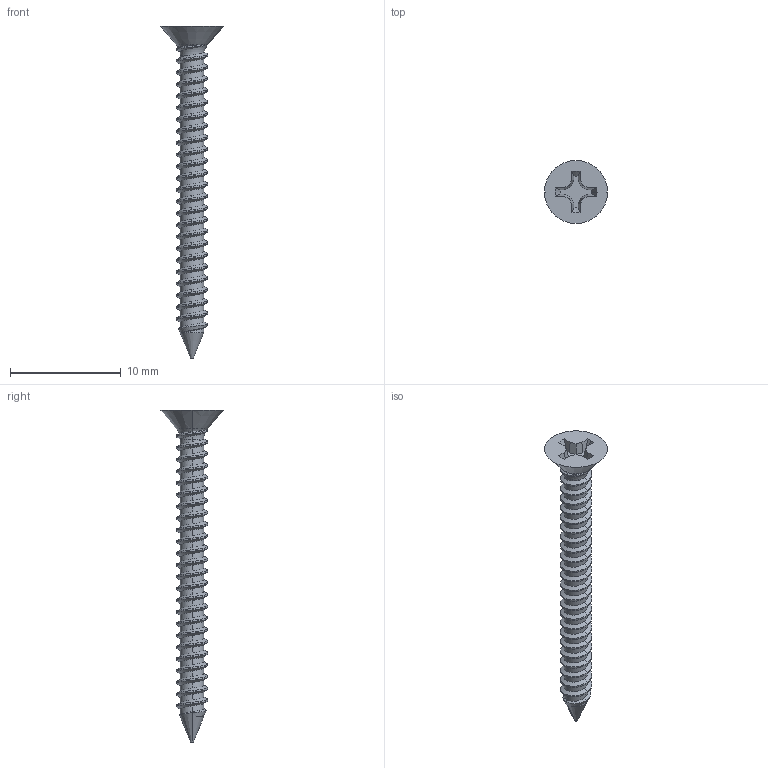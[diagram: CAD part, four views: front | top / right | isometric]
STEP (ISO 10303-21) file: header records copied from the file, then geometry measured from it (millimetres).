
FILE_DESCRIPTION (( 'STEP AP214' ), '1' );
FILE_NAME ('Screw M3 x 30 for Wood.STEP', '2025-03-04T10:12:29', ( '' ), ( '' ), 'SwSTEP 2.0', 'SolidWorks 2024', '' );
FILE_SCHEMA (( 'AUTOMOTIVE_DESIGN' ));
Length unit declared in the file: millimetre
Products named in the file (1): Screw M3 x 30 for Wood
Bounding box: 5.7 x 5.7 x 30 mm (x, y, z)
Volume: 138.6 mm3; surface area: 343.5 mm2
Topology: 1 solids, 1 shells, 179 faces, 524 edges, 348 vertices
Faces by surface type: cylinder 97, bspline 50, plane 19, cone 10, torus 3
Entity records: 9214 total; most frequent: CARTESIAN_POINT 5509, ORIENTED_EDGE 1048, EDGE_CURVE 524, DIRECTION 503, VERTEX_POINT 348, LINE 193, VECTOR 193, EDGE_LOOP 180
